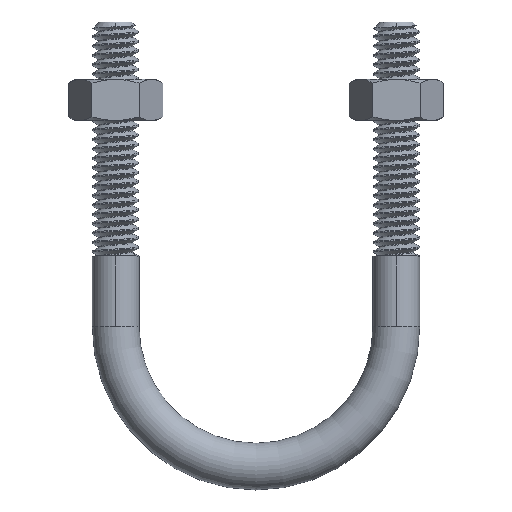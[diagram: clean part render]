
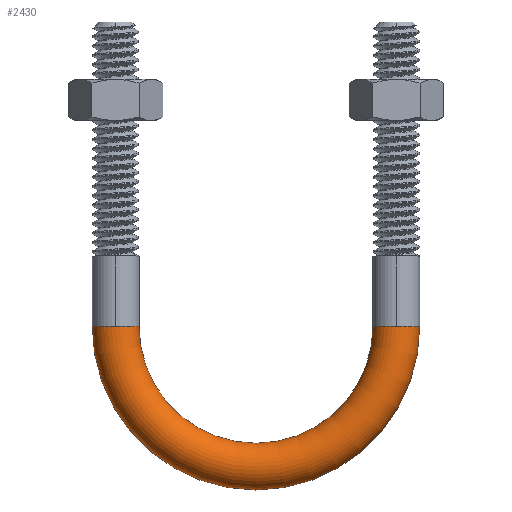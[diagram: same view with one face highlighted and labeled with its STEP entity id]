
A CAD part, top view. The second image highlights one B-rep face of the part: STEP entity #2430.
In plain terms, the highlighted toroidal (fillet/blend) face has major radius 19.05 mm and minor radius 3.175 mm.
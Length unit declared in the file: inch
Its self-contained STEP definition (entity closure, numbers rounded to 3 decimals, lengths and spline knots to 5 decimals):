
#204 = CIRCLE ( 'NONE', #11545, 0.125 ) ;
#318 = EDGE_LOOP ( 'NONE', ( #2761, #5648, #3539, #6760, #11217, #12449 ) ) ;
#585 = DIRECTION ( 'NONE',  ( 1., 0., 0. ) ) ;
#592 = DIRECTION ( 'NONE',  ( 0., 0., 1. ) ) ;
#674 = TOROIDAL_SURFACE ( 'NONE', #11791, 0.75, 0.125 ) ;
#678 = CARTESIAN_POINT ( 'NONE',  ( 0., 0., 0. ) ) ;
#1226 = AXIS2_PLACEMENT_3D ( 'NONE', #10986, #4873, #8977 ) ;
#1326 = CIRCLE ( 'NONE', #7445, 0.125 ) ;
#2026 = EDGE_CURVE ( 'NONE', #8779, #5985, #1326, .T. ) ;
#2430 = ADVANCED_FACE ( 'NONE', ( #11514 ), #674, .T. ) ;
#2502 = EDGE_CURVE ( 'NONE', #8053, #8779, #204, .T. ) ;
#2511 = EDGE_CURVE ( 'NONE', #4177, #10302, #3392, .T. ) ;
#2519 = CIRCLE ( 'NONE', #2689, 0.875 ) ;
#2651 = DIRECTION ( 'NONE',  ( 0., -1., 0. ) ) ;
#2689 = AXIS2_PLACEMENT_3D ( 'NONE', #8995, #11306, #10156 ) ;
#2761 = ORIENTED_EDGE ( 'NONE', *, *, #3608, .F. ) ;
#3392 = CIRCLE ( 'NONE', #12478, 0.125 ) ;
#3539 = ORIENTED_EDGE ( 'NONE', *, *, #2502, .T. ) ;
#3608 = EDGE_CURVE ( 'NONE', #5352, #4177, #8158, .T. ) ;
#3621 = DIRECTION ( 'NONE',  ( 0., 0., 1. ) ) ;
#3630 = CARTESIAN_POINT ( 'NONE',  ( 0., 0., 0. ) ) ;
#3646 = CARTESIAN_POINT ( 'NONE',  ( -0.75, 0., 0.125 ) ) ;
#3879 = CARTESIAN_POINT ( 'NONE',  ( -0.625, 0., 0. ) ) ;
#4177 = VERTEX_POINT ( 'NONE', #3646 ) ;
#4556 = DIRECTION ( 'NONE',  ( 1., 0., 0. ) ) ;
#4873 = DIRECTION ( 'NONE',  ( 0., 1., 0. ) ) ;
#4894 = EDGE_CURVE ( 'NONE', #10302, #5985, #6713, .T. ) ;
#5352 = VERTEX_POINT ( 'NONE', #9623 ) ;
#5618 = DIRECTION ( 'NONE',  ( 0., 0., 1. ) ) ;
#5648 = ORIENTED_EDGE ( 'NONE', *, *, #10441, .T. ) ;
#5932 = CARTESIAN_POINT ( 'NONE',  ( 0.625, 0., 0. ) ) ;
#5985 = VERTEX_POINT ( 'NONE', #5932 ) ;
#6366 = AXIS2_PLACEMENT_3D ( 'NONE', #3630, #592, #4556 ) ;
#6656 = DIRECTION ( 'NONE',  ( 0., 0., 1. ) ) ;
#6713 = CIRCLE ( 'NONE', #6366, 0.625 ) ;
#6760 = ORIENTED_EDGE ( 'NONE', *, *, #2026, .T. ) ;
#7445 = AXIS2_PLACEMENT_3D ( 'NONE', #10788, #9752, #5618 ) ;
#7848 = DIRECTION ( 'NONE',  ( 0., 0., 1. ) ) ;
#8053 = VERTEX_POINT ( 'NONE', #11543 ) ;
#8158 = CIRCLE ( 'NONE', #1226, 0.125 ) ;
#8732 = CARTESIAN_POINT ( 'NONE',  ( 0.75, 0., 0. ) ) ;
#8779 = VERTEX_POINT ( 'NONE', #13082 ) ;
#8977 = DIRECTION ( 'NONE',  ( 0., 0., 1. ) ) ;
#8995 = CARTESIAN_POINT ( 'NONE',  ( 0., 0., 0. ) ) ;
#9623 = CARTESIAN_POINT ( 'NONE',  ( -0.875, 0., 0. ) ) ;
#9714 = DIRECTION ( 'NONE',  ( 0., 1., 0. ) ) ;
#9752 = DIRECTION ( 'NONE',  ( 0., -1., 0. ) ) ;
#10156 = DIRECTION ( 'NONE',  ( 1., 0., 0. ) ) ;
#10302 = VERTEX_POINT ( 'NONE', #3879 ) ;
#10441 = EDGE_CURVE ( 'NONE', #5352, #8053, #2519, .T. ) ;
#10788 = CARTESIAN_POINT ( 'NONE',  ( 0.75, 0., 0. ) ) ;
#10797 = CARTESIAN_POINT ( 'NONE',  ( -0.75, 0., 0. ) ) ;
#10986 = CARTESIAN_POINT ( 'NONE',  ( -0.75, 0., 0. ) ) ;
#11217 = ORIENTED_EDGE ( 'NONE', *, *, #4894, .F. ) ;
#11306 = DIRECTION ( 'NONE',  ( 0., 0., 1. ) ) ;
#11514 = FACE_OUTER_BOUND ( 'NONE', #318, .T. ) ;
#11543 = CARTESIAN_POINT ( 'NONE',  ( 0.875, 0., 0. ) ) ;
#11545 = AXIS2_PLACEMENT_3D ( 'NONE', #8732, #2651, #6656 ) ;
#11791 = AXIS2_PLACEMENT_3D ( 'NONE', #678, #7848, #585 ) ;
#12449 = ORIENTED_EDGE ( 'NONE', *, *, #2511, .F. ) ;
#12478 = AXIS2_PLACEMENT_3D ( 'NONE', #10797, #9714, #3621 ) ;
#13082 = CARTESIAN_POINT ( 'NONE',  ( 0.75, 0., 0.125 ) ) ;
